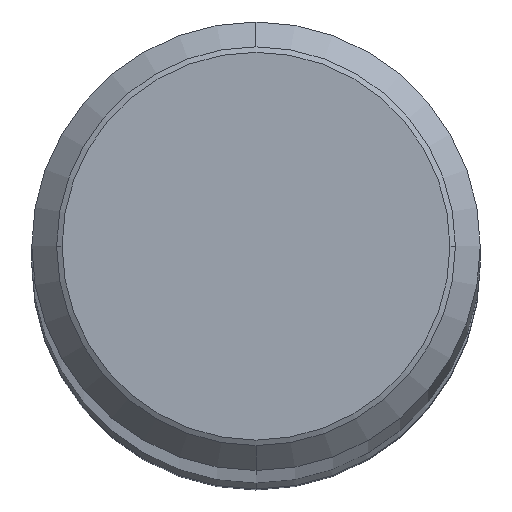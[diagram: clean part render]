
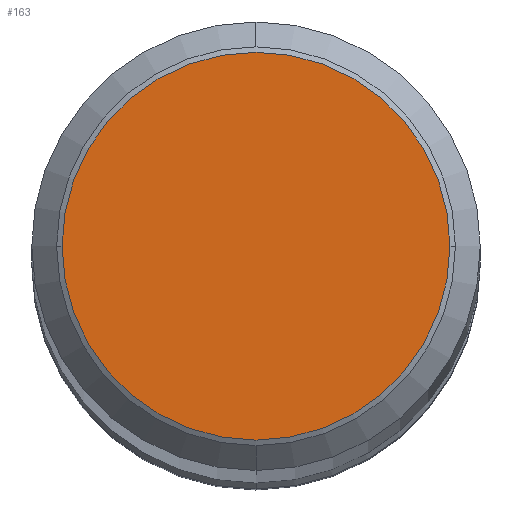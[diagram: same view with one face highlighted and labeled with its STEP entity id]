
A CAD part, top view. The second image highlights one B-rep face of the part: STEP entity #163.
In plain terms, the highlighted planar face has unit normal (0, 0, 1).
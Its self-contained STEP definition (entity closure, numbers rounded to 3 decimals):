
#163=ADVANCED_FACE('',(#364),#365,.T.);
#173=EDGE_CURVE('',#201,#219,#376,.T.);
#187=EDGE_CURVE('',#219,#201,#392,.T.);
#201=VERTEX_POINT('',#406);
#219=VERTEX_POINT('',#424);
#364=FACE_OUTER_BOUND('',#576,.T.);
#365=PLANE('',#577);
#376=CIRCLE('',#590,8.647);
#392=CIRCLE('',#610,8.647);
#406=CARTESIAN_POINT('',(8.647,0.,474.25));
#424=CARTESIAN_POINT('',(-8.647,0.,474.25));
#576=EDGE_LOOP('',(#866,#867));
#577=AXIS2_PLACEMENT_3D('',#868,#869,#870);
#590=AXIS2_PLACEMENT_3D('',#886,#887,#888);
#610=AXIS2_PLACEMENT_3D('',#916,#917,#918);
#866=ORIENTED_EDGE('',*,*,#187,.T.);
#867=ORIENTED_EDGE('',*,*,#173,.T.);
#868=CARTESIAN_POINT('',(0.,-4.375,474.25));
#869=DIRECTION('',(0.0,0.0,1.0));
#870=DIRECTION('',(0.,-1.0,0.0));
#886=CARTESIAN_POINT('',(0.,0.0,474.25));
#887=DIRECTION('',(0.0,0.0,1.0));
#888=DIRECTION('',(-1.0,0.,0.0));
#916=CARTESIAN_POINT('',(0.,0.0,474.25));
#917=DIRECTION('',(0.0,0.0,1.0));
#918=DIRECTION('',(-1.0,0.,0.0));
